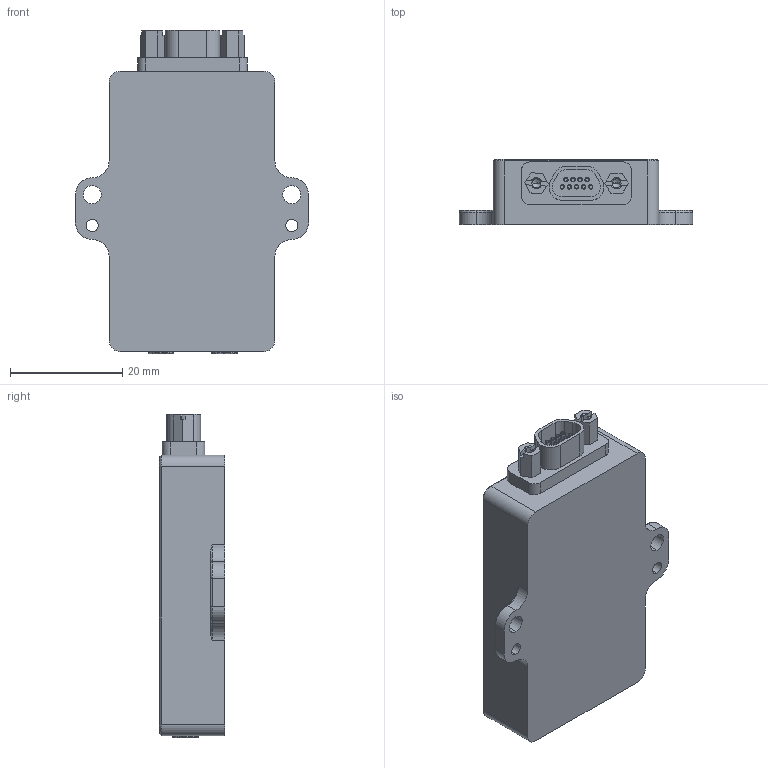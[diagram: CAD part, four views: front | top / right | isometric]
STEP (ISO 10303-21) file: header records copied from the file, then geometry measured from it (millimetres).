
FILE_DESCRIPTION (( 'STEP AP203' ), '1' );
FILE_NAME ('01-×°ÅäÌåDETA100 NEW220606.STEP', '2023-10-25T03:00:34', ( '' ), ( '' ), 'SwSTEP 2.0', 'SolidWorks 2022', '' );
FILE_SCHEMA (( 'CONFIG_CONTROL_DESIGN' ));
Products named in the file (1): 01-蚾饜极DETA100 NEW220606
Bounding box: 41.6 x 11.6 x 57.67 mm (x, y, z)
Surface area: 9059.4 mm2 (no closed solid volume)
Topology: 0 solids, 31 shells, 943 faces, 2313 edges, 1458 vertices
Faces by surface type: plane 573, cylinder 200, bspline 150, cone 16, torus 4
Entity records: 139729 total; most frequent: CARTESIAN_POINT 120309, ORIENTED_EDGE 4522, DIRECTION 2954, EDGE_CURVE 2309, VERTEX_POINT 1458, B_SPLINE_CURVE_WITH_KNOTS 1184, AXIS2_PLACEMENT_3D 1081, EDGE_LOOP 1027
